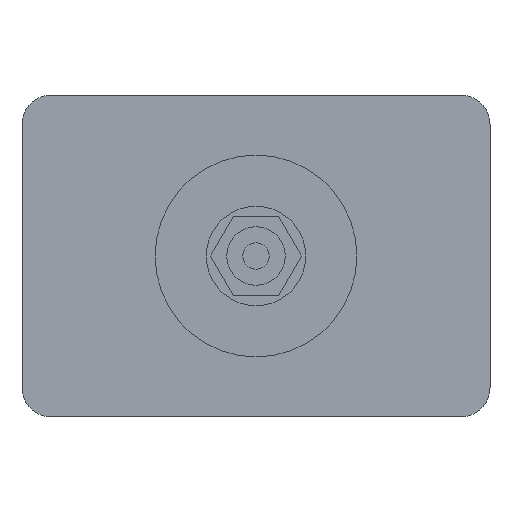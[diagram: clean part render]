
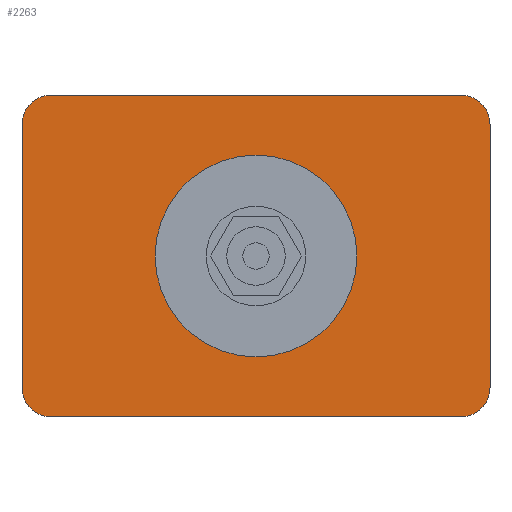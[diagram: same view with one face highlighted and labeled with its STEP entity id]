
A CAD part, front view. The second image highlights one B-rep face of the part: STEP entity #2263.
In plain terms, the highlighted planar face has unit normal (0, -1, 0).
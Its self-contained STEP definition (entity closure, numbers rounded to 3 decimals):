
#151 = EDGE_CURVE ( 'NONE', #2904, #2194, #427, .T. ) ;
#181 = VERTEX_POINT ( 'NONE', #1547 ) ;
#242 = EDGE_CURVE ( 'NONE', #1257, #866, #332, .T. ) ;
#288 = ORIENTED_EDGE ( 'NONE', *, *, #2124, .F. ) ;
#332 = LINE ( 'NONE', #2764, #422 ) ;
#422 = VECTOR ( 'NONE', #3367, 1000. ) ;
#427 = CIRCLE ( 'NONE', #2175, 17.25 ) ;
#477 = DIRECTION ( 'NONE',  ( -1., 0., 0. ) ) ;
#666 = VERTEX_POINT ( 'NONE', #2344 ) ;
#724 = DIRECTION ( 'NONE',  ( 0., 1., 0. ) ) ;
#728 = DIRECTION ( 'NONE',  ( 0., 1., 0. ) ) ;
#769 = DIRECTION ( 'NONE',  ( 0., 0., -1. ) ) ;
#866 = VERTEX_POINT ( 'NONE', #1701 ) ;
#943 = EDGE_CURVE ( 'NONE', #3042, #666, #2689, .T. ) ;
#1100 = CARTESIAN_POINT ( 'NONE',  ( 0., 0., 0. ) ) ;
#1124 = DIRECTION ( 'NONE',  ( 0., 0., -1. ) ) ;
#1142 = DIRECTION ( 'NONE',  ( 0., 0., -1. ) ) ;
#1197 = VECTOR ( 'NONE', #477, 1000. ) ;
#1207 = CARTESIAN_POINT ( 'NONE',  ( -35., 0., 27.5 ) ) ;
#1208 = LINE ( 'NONE', #2556, #1197 ) ;
#1253 = CARTESIAN_POINT ( 'NONE',  ( 40., 0., -22.5 ) ) ;
#1257 = VERTEX_POINT ( 'NONE', #1207 ) ;
#1269 = DIRECTION ( 'NONE',  ( 0., 0., -1. ) ) ;
#1270 = DIRECTION ( 'NONE',  ( 0., -1., 0. ) ) ;
#1273 = CARTESIAN_POINT ( 'NONE',  ( 35., 0., -22.5 ) ) ;
#1292 = PLANE ( 'NONE',  #1769 ) ;
#1306 = CIRCLE ( 'NONE', #2688, 5. ) ;
#1381 = CIRCLE ( 'NONE', #2718, 5. ) ;
#1433 = CARTESIAN_POINT ( 'NONE',  ( 35., 0., 22.5 ) ) ;
#1446 = CIRCLE ( 'NONE', #2756, 17.25 ) ;
#1458 = ORIENTED_EDGE ( 'NONE', *, *, #3040, .F. ) ;
#1475 = DIRECTION ( 'NONE',  ( 0., -1., 0. ) ) ;
#1520 = VERTEX_POINT ( 'NONE', #3360 ) ;
#1532 = DIRECTION ( 'NONE',  ( 0., 0., -1. ) ) ;
#1547 = CARTESIAN_POINT ( 'NONE',  ( -40., 0., 22.5 ) ) ;
#1550 = LINE ( 'NONE', #2109, #1552 ) ;
#1552 = VECTOR ( 'NONE', #3102, 1000. ) ;
#1606 = CARTESIAN_POINT ( 'NONE',  ( 0., 0., 17.25 ) ) ;
#1660 = CARTESIAN_POINT ( 'NONE',  ( 0., 0., -17.25 ) ) ;
#1701 = CARTESIAN_POINT ( 'NONE',  ( 35., 0., 27.5 ) ) ;
#1769 = AXIS2_PLACEMENT_3D ( 'NONE', #1273, #1270, #1269 ) ;
#1814 = DIRECTION ( 'NONE',  ( 0., 1., 0. ) ) ;
#1930 = CARTESIAN_POINT ( 'NONE',  ( 35., 0., -22.5 ) ) ;
#1962 = EDGE_CURVE ( 'NONE', #3369, #2013, #2943, .T. ) ;
#1968 = AXIS2_PLACEMENT_3D ( 'NONE', #1930, #724, #1142 ) ;
#2013 = VERTEX_POINT ( 'NONE', #2365 ) ;
#2100 = CARTESIAN_POINT ( 'NONE',  ( -40., 0., 22.5 ) ) ;
#2109 = CARTESIAN_POINT ( 'NONE',  ( 40., 0., 22.5 ) ) ;
#2124 = EDGE_CURVE ( 'NONE', #2013, #181, #3165, .T. ) ;
#2154 = DIRECTION ( 'NONE',  ( 0., 0., 1. ) ) ;
#2175 = AXIS2_PLACEMENT_3D ( 'NONE', #3229, #1475, #1532 ) ;
#2194 = VERTEX_POINT ( 'NONE', #1606 ) ;
#2263 = ADVANCED_FACE ( 'NONE', ( #2739, #2650 ), #1292, .T. ) ;
#2299 = ORIENTED_EDGE ( 'NONE', *, *, #242, .F. ) ;
#2311 = ORIENTED_EDGE ( 'NONE', *, *, #1962, .F. ) ;
#2344 = CARTESIAN_POINT ( 'NONE',  ( 35., 0., -27.5 ) ) ;
#2365 = CARTESIAN_POINT ( 'NONE',  ( -40., 0., -22.5 ) ) ;
#2373 = DIRECTION ( 'NONE',  ( 0., 0., -1. ) ) ;
#2377 = DIRECTION ( 'NONE',  ( 0., 1., 0. ) ) ;
#2378 = CARTESIAN_POINT ( 'NONE',  ( -35., 0., -22.5 ) ) ;
#2440 = EDGE_CURVE ( 'NONE', #1520, #3042, #1550, .T. ) ;
#2495 = AXIS2_PLACEMENT_3D ( 'NONE', #2378, #2377, #2373 ) ;
#2524 = EDGE_CURVE ( 'NONE', #2194, #2904, #1446, .T. ) ;
#2542 = ORIENTED_EDGE ( 'NONE', *, *, #2440, .F. ) ;
#2546 = ORIENTED_EDGE ( 'NONE', *, *, #943, .F. ) ;
#2556 = CARTESIAN_POINT ( 'NONE',  ( -35., 0., -27.5 ) ) ;
#2650 = FACE_BOUND ( 'NONE', #3349, .T. ) ;
#2688 = AXIS2_PLACEMENT_3D ( 'NONE', #1433, #1814, #3151 ) ;
#2689 = CIRCLE ( 'NONE', #1968, 5. ) ;
#2696 = EDGE_LOOP ( 'NONE', ( #2546, #2542, #1458, #2299, #3219, #288, #2311, #3432 ) ) ;
#2718 = AXIS2_PLACEMENT_3D ( 'NONE', #3077, #728, #769 ) ;
#2739 = FACE_OUTER_BOUND ( 'NONE', #2696, .T. ) ;
#2756 = AXIS2_PLACEMENT_3D ( 'NONE', #1100, #3372, #1124 ) ;
#2764 = CARTESIAN_POINT ( 'NONE',  ( -35., 0., 27.5 ) ) ;
#2770 = EDGE_CURVE ( 'NONE', #181, #1257, #1381, .T. ) ;
#2904 = VERTEX_POINT ( 'NONE', #1660 ) ;
#2943 = CIRCLE ( 'NONE', #2495, 5. ) ;
#2965 = CARTESIAN_POINT ( 'NONE',  ( -35., 0., -27.5 ) ) ;
#3040 = EDGE_CURVE ( 'NONE', #866, #1520, #1306, .T. ) ;
#3042 = VERTEX_POINT ( 'NONE', #1253 ) ;
#3077 = CARTESIAN_POINT ( 'NONE',  ( -35., 0., 22.5 ) ) ;
#3102 = DIRECTION ( 'NONE',  ( 0., 0., -1. ) ) ;
#3151 = DIRECTION ( 'NONE',  ( 0., 0., -1. ) ) ;
#3155 = EDGE_CURVE ( 'NONE', #666, #3369, #1208, .T. ) ;
#3157 = ORIENTED_EDGE ( 'NONE', *, *, #151, .F. ) ;
#3165 = LINE ( 'NONE', #2100, #3213 ) ;
#3213 = VECTOR ( 'NONE', #2154, 1000. ) ;
#3219 = ORIENTED_EDGE ( 'NONE', *, *, #2770, .F. ) ;
#3222 = ORIENTED_EDGE ( 'NONE', *, *, #2524, .F. ) ;
#3229 = CARTESIAN_POINT ( 'NONE',  ( 0., 0., 0. ) ) ;
#3349 = EDGE_LOOP ( 'NONE', ( #3222, #3157 ) ) ;
#3360 = CARTESIAN_POINT ( 'NONE',  ( 40., 0., 22.5 ) ) ;
#3367 = DIRECTION ( 'NONE',  ( 1., 0., 0. ) ) ;
#3369 = VERTEX_POINT ( 'NONE', #2965 ) ;
#3372 = DIRECTION ( 'NONE',  ( 0., -1., 0. ) ) ;
#3432 = ORIENTED_EDGE ( 'NONE', *, *, #3155, .F. ) ;
